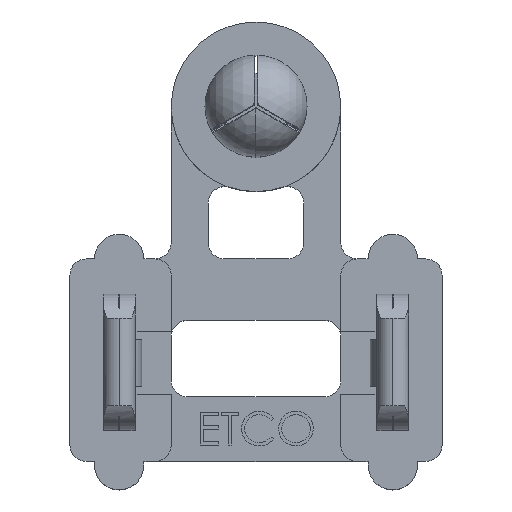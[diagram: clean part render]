
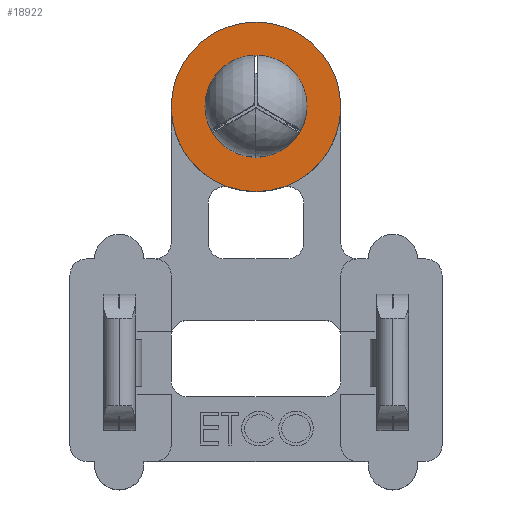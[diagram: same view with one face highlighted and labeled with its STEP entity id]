
A CAD part, top view. The second image highlights one B-rep face of the part: STEP entity #18922.
In plain terms, the highlighted planar face has unit normal (0, 0, 1).
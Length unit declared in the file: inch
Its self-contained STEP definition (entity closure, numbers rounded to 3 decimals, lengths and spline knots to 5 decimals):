
#139 = DIRECTION ( 'NONE',  ( 1., 0., 0. ) ) ;
#511 = VERTEX_POINT ( 'NONE', #9524 ) ;
#674 = CARTESIAN_POINT ( 'NONE',  ( 0.155, 0., 0.191 ) ) ;
#715 = AXIS2_PLACEMENT_3D ( 'NONE', #11921, #19200, #2868 ) ;
#2529 = CIRCLE ( 'NONE', #15847, 0.155 ) ;
#2868 = DIRECTION ( 'NONE',  ( 1., 0., 0. ) ) ;
#3319 = CARTESIAN_POINT ( 'NONE',  ( -0.155, 0., 0.191 ) ) ;
#4050 = AXIS2_PLACEMENT_3D ( 'NONE', #20498, #4182, #11447 ) ;
#4182 = DIRECTION ( 'NONE',  ( 0., 0., 1. ) ) ;
#4376 = VERTEX_POINT ( 'NONE', #19534 ) ;
#4615 = ORIENTED_EDGE ( 'NONE', *, *, #6086, .T. ) ;
#4971 = CIRCLE ( 'NONE', #18287, 0.155 ) ;
#4975 = ORIENTED_EDGE ( 'NONE', *, *, #21761, .F. ) ;
#5273 = EDGE_CURVE ( 'NONE', #511, #4376, #18479, .T. ) ;
#5450 = CARTESIAN_POINT ( 'NONE',  ( 0., 0., 0.191 ) ) ;
#5958 = FACE_BOUND ( 'NONE', #19415, .T. ) ;
#6086 = EDGE_CURVE ( 'NONE', #8868, #22364, #2529, .T. ) ;
#6536 = DIRECTION ( 'NONE',  ( 0., 0., 1. ) ) ;
#8213 = AXIS2_PLACEMENT_3D ( 'NONE', #5450, #12715, #19995 ) ;
#8868 = VERTEX_POINT ( 'NONE', #674 ) ;
#9208 = CARTESIAN_POINT ( 'NONE',  ( 0., 0., 0.191 ) ) ;
#9524 = CARTESIAN_POINT ( 'NONE',  ( -0.0925, 0., 0.191 ) ) ;
#10978 = CIRCLE ( 'NONE', #715, 0.0925 ) ;
#11447 = DIRECTION ( 'NONE',  ( 1., 0., 0. ) ) ;
#11921 = CARTESIAN_POINT ( 'NONE',  ( 0., 0., 0.191 ) ) ;
#12715 = DIRECTION ( 'NONE',  ( 0., 0., 1. ) ) ;
#13014 = EDGE_CURVE ( 'NONE', #22364, #8868, #4971, .T. ) ;
#13220 = PLANE ( 'NONE',  #4050 ) ;
#13799 = DIRECTION ( 'NONE',  ( 1., 0., 0. ) ) ;
#15847 = AXIS2_PLACEMENT_3D ( 'NONE', #9208, #16473, #139 ) ;
#16473 = DIRECTION ( 'NONE',  ( 0., 0., 1. ) ) ;
#16623 = ORIENTED_EDGE ( 'NONE', *, *, #13014, .T. ) ;
#16960 = EDGE_LOOP ( 'NONE', ( #16623, #4615 ) ) ;
#18287 = AXIS2_PLACEMENT_3D ( 'NONE', #22863, #6536, #13799 ) ;
#18479 = CIRCLE ( 'NONE', #8213, 0.0925 ) ;
#18922 = ADVANCED_FACE ( 'NONE', ( #22273, #5958 ), #13220, .T. ) ;
#19200 = DIRECTION ( 'NONE',  ( 0., 0., 1. ) ) ;
#19415 = EDGE_LOOP ( 'NONE', ( #20136, #4975 ) ) ;
#19534 = CARTESIAN_POINT ( 'NONE',  ( 0.0925, 0., 0.191 ) ) ;
#19995 = DIRECTION ( 'NONE',  ( 1., 0., 0. ) ) ;
#20136 = ORIENTED_EDGE ( 'NONE', *, *, #5273, .F. ) ;
#20498 = CARTESIAN_POINT ( 'NONE',  ( 0.31, -0.618, 0.191 ) ) ;
#21761 = EDGE_CURVE ( 'NONE', #4376, #511, #10978, .T. ) ;
#22273 = FACE_OUTER_BOUND ( 'NONE', #16960, .T. ) ;
#22364 = VERTEX_POINT ( 'NONE', #3319 ) ;
#22863 = CARTESIAN_POINT ( 'NONE',  ( 0., 0., 0.191 ) ) ;
